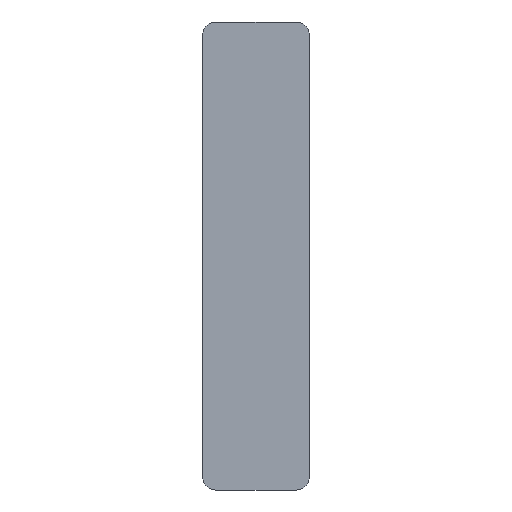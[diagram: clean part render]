
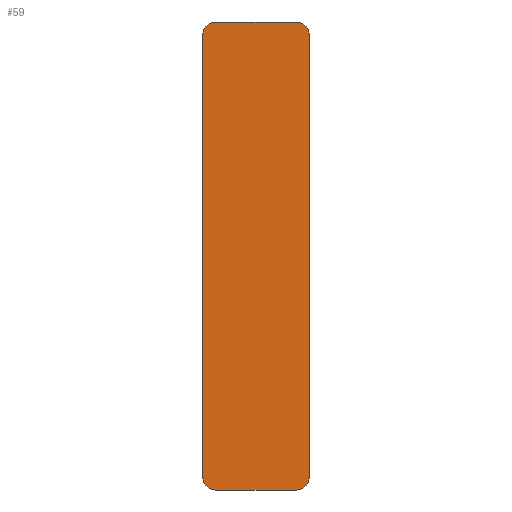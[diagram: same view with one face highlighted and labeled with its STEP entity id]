
A CAD part, front view. The second image highlights one B-rep face of the part: STEP entity #59.
In plain terms, the highlighted planar face has unit normal (0, -1, 0).
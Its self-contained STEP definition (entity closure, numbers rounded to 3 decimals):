
#7 = EDGE_CURVE ( 'NONE', #302, #28, #159, .T. ) ;
#10 = DIRECTION ( 'NONE',  ( 0., 0., 1. ) ) ;
#12 = LINE ( 'NONE', #215, #344 ) ;
#14 = EDGE_CURVE ( 'NONE', #151, #104, #144, .T. ) ;
#16 = EDGE_CURVE ( 'NONE', #219, #163, #322, .T. ) ;
#23 = DIRECTION ( 'NONE',  ( 0., 1., 0. ) ) ;
#26 = CARTESIAN_POINT ( 'NONE',  ( 0., 0., 0. ) ) ;
#28 = VERTEX_POINT ( 'NONE', #141 ) ;
#31 = DIRECTION ( 'NONE',  ( 0., 0., 1. ) ) ;
#35 = AXIS2_PLACEMENT_3D ( 'NONE', #335, #185, #31 ) ;
#41 = CARTESIAN_POINT ( 'NONE',  ( 6., 0., -33. ) ) ;
#49 = DIRECTION ( 'NONE',  ( 0., 0., 1. ) ) ;
#55 = DIRECTION ( 'NONE',  ( -1., 0., 0. ) ) ;
#56 = FACE_OUTER_BOUND ( 'NONE', #283, .T. ) ;
#59 = ADVANCED_FACE ( 'NONE', ( #56 ), #175, .F. ) ;
#67 = ORIENTED_EDGE ( 'NONE', *, *, #14, .T. ) ;
#71 = CARTESIAN_POINT ( 'NONE',  ( -6., 0., -35. ) ) ;
#76 = CARTESIAN_POINT ( 'NONE',  ( 8., 0., 35. ) ) ;
#87 = DIRECTION ( 'NONE',  ( 0., -1., 0. ) ) ;
#89 = CARTESIAN_POINT ( 'NONE',  ( 6., 0., 33. ) ) ;
#92 = DIRECTION ( 'NONE',  ( 1., 0., 0. ) ) ;
#104 = VERTEX_POINT ( 'NONE', #153 ) ;
#111 = CARTESIAN_POINT ( 'NONE',  ( -6., 0., 33. ) ) ;
#114 = ORIENTED_EDGE ( 'NONE', *, *, #201, .T. ) ;
#118 = CARTESIAN_POINT ( 'NONE',  ( 8., 0., -35. ) ) ;
#122 = ORIENTED_EDGE ( 'NONE', *, *, #16, .F. ) ;
#124 = ORIENTED_EDGE ( 'NONE', *, *, #190, .F. ) ;
#128 = LINE ( 'NONE', #356, #138 ) ;
#138 = VECTOR ( 'NONE', #92, 1000. ) ;
#141 = CARTESIAN_POINT ( 'NONE',  ( 6., 0., 35. ) ) ;
#142 = VECTOR ( 'NONE', #55, 1000. ) ;
#144 = CIRCLE ( 'NONE', #280, 2. ) ;
#151 = VERTEX_POINT ( 'NONE', #210 ) ;
#153 = CARTESIAN_POINT ( 'NONE',  ( -8., 0., 33. ) ) ;
#155 = ORIENTED_EDGE ( 'NONE', *, *, #222, .F. ) ;
#159 = CIRCLE ( 'NONE', #309, 2. ) ;
#163 = VERTEX_POINT ( 'NONE', #71 ) ;
#170 = ORIENTED_EDGE ( 'NONE', *, *, #304, .F. ) ;
#175 = PLANE ( 'NONE',  #182 ) ;
#176 = CIRCLE ( 'NONE', #35, 2. ) ;
#182 = AXIS2_PLACEMENT_3D ( 'NONE', #26, #23, #264 ) ;
#185 = DIRECTION ( 'NONE',  ( 0., -1., 0. ) ) ;
#190 = EDGE_CURVE ( 'NONE', #193, #104, #12, .T. ) ;
#193 = VERTEX_POINT ( 'NONE', #239 ) ;
#199 = DIRECTION ( 'NONE',  ( 0., 0., -1. ) ) ;
#201 = EDGE_CURVE ( 'NONE', #193, #163, #176, .T. ) ;
#206 = DIRECTION ( 'NONE',  ( 0., -1., 0. ) ) ;
#210 = CARTESIAN_POINT ( 'NONE',  ( -6., 0., 35. ) ) ;
#215 = CARTESIAN_POINT ( 'NONE',  ( -8., 0., 35. ) ) ;
#219 = VERTEX_POINT ( 'NONE', #298 ) ;
#222 = EDGE_CURVE ( 'NONE', #151, #28, #128, .T. ) ;
#231 = CIRCLE ( 'NONE', #364, 2. ) ;
#239 = CARTESIAN_POINT ( 'NONE',  ( -8., 0., -33. ) ) ;
#240 = ORIENTED_EDGE ( 'NONE', *, *, #323, .T. ) ;
#250 = DIRECTION ( 'NONE',  ( 0., -1., 0. ) ) ;
#256 = CARTESIAN_POINT ( 'NONE',  ( 8., 0., -33. ) ) ;
#264 = DIRECTION ( 'NONE',  ( 0., 0., 1. ) ) ;
#273 = ORIENTED_EDGE ( 'NONE', *, *, #7, .T. ) ;
#274 = VECTOR ( 'NONE', #199, 1000. ) ;
#279 = LINE ( 'NONE', #76, #274 ) ;
#280 = AXIS2_PLACEMENT_3D ( 'NONE', #111, #206, #287 ) ;
#283 = EDGE_LOOP ( 'NONE', ( #155, #67, #124, #114, #122, #240, #170, #273 ) ) ;
#287 = DIRECTION ( 'NONE',  ( 0., 0., 1. ) ) ;
#291 = DIRECTION ( 'NONE',  ( 0., 0., 1. ) ) ;
#298 = CARTESIAN_POINT ( 'NONE',  ( 6., 0., -35. ) ) ;
#302 = VERTEX_POINT ( 'NONE', #339 ) ;
#304 = EDGE_CURVE ( 'NONE', #302, #329, #279, .T. ) ;
#309 = AXIS2_PLACEMENT_3D ( 'NONE', #89, #87, #291 ) ;
#322 = LINE ( 'NONE', #118, #142 ) ;
#323 = EDGE_CURVE ( 'NONE', #219, #329, #231, .T. ) ;
#329 = VERTEX_POINT ( 'NONE', #256 ) ;
#335 = CARTESIAN_POINT ( 'NONE',  ( -6., 0., -33. ) ) ;
#339 = CARTESIAN_POINT ( 'NONE',  ( 8., 0., 33. ) ) ;
#344 = VECTOR ( 'NONE', #10, 1000. ) ;
#356 = CARTESIAN_POINT ( 'NONE',  ( 8., 0., 35. ) ) ;
#364 = AXIS2_PLACEMENT_3D ( 'NONE', #41, #250, #49 ) ;
